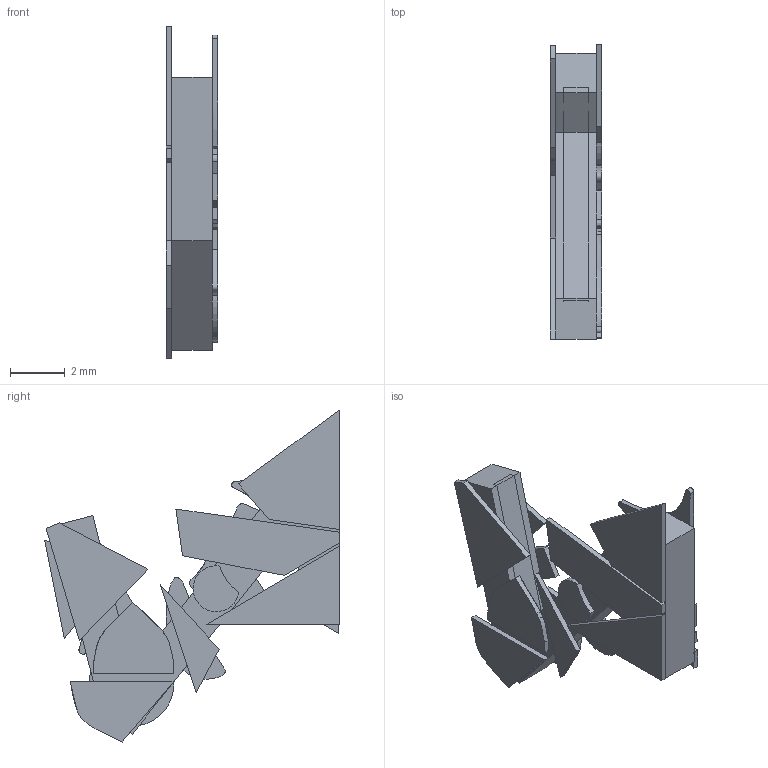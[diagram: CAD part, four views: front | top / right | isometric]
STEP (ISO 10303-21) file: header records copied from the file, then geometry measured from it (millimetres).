
FILE_DESCRIPTION(/* description */ (''),/* implementation_level */ '2;1');
FILE_NAME(/* name */ 'Untitled.step',/* time_stamp */ '2022-02-27T01:03:34+00:00',/* author */ (''),/* organization */ (''),/* preprocessor_version */ 'ST-DEVELOPER v18.1',/* originating_system */ 'Autodesk Translation Framework v10.13.0.1454',/* authorisation */ '');
FILE_SCHEMA (('AUTOMOTIVE_DESIGN { 1 0 10303 214 3 1 1 }'));
Length unit declared in the file: millimetre
Products named in the file (1): Untitled
Bounding box: 1.9 x 10.81 x 12.18 mm (x, y, z)
Volume: 70.2 mm3; surface area: 400.8 mm2
Topology: 22 solids, 22 shells, 156 faces, 330 edges, 218 vertices
Faces by surface type: plane 126, bspline 23, cylinder 7
Full cylindrical faces by diameter (mm): 3.119 x1
Entity records: 4666 total; most frequent: CARTESIAN_POINT 1477, ORIENTED_EDGE 660, DIRECTION 550, EDGE_CURVE 330, LINE 254, VECTOR 254, VERTEX_POINT 218, FACE_OUTER_BOUND 156
